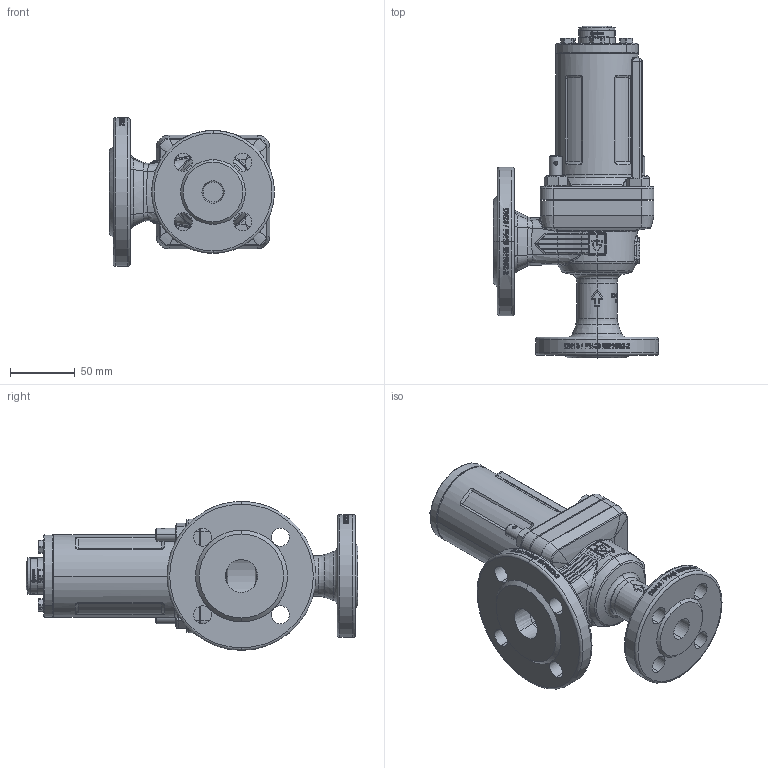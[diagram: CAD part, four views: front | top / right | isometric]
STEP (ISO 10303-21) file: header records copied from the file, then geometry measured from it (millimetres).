
FILE_DESCRIPTION (( 'STEP AP214' ), '1' );
FILE_NAME ('355TGFO_15_FLFL_1525_MD.STEP', '2020-07-20T07:02:50', ( '' ), ( '' ), 'SwSTEP 2.0', 'SolidWorks 2018', '' );
FILE_SCHEMA (( 'AUTOMOTIVE_DESIGN' ));
Length unit declared in the file: millimetre
Products named in the file (2): 355TGFO_15_FLFL_1525_MD
Bounding box: 127.5 x 256.45 x 115 mm (x, y, z)
Volume: 682438.5 mm3; surface area: 182275.9 mm2
Topology: 15 solids, 15 shells, 1784 faces, 4979 edges, 3399 vertices
Faces by surface type: bspline 581, plane 487, cylinder 485, cone 157, torus 69, sphere 5
Entity records: 144474 total; most frequent: CARTESIAN_POINT 82922, ORIENTED_EDGE 9884, DIRECTION 6944, EDGE_CURVE 4942, VERTEX_POINT 3399, AXIS2_PLACEMENT_3D 2743, EDGE_LOOP 2055, B_SPLINE_CURVE_WITH_KNOTS 1932
